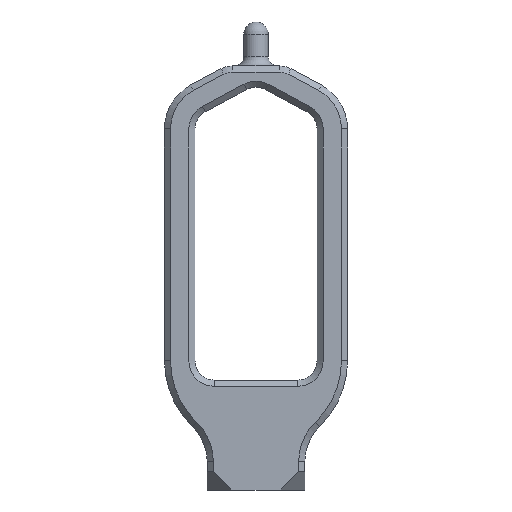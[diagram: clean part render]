
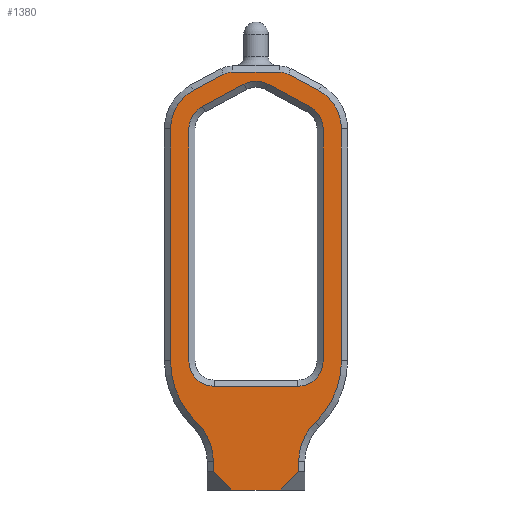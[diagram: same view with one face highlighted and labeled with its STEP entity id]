
A CAD part, front view. The second image highlights one B-rep face of the part: STEP entity #1380.
In plain terms, the highlighted planar face has unit normal (0, -1, 0).
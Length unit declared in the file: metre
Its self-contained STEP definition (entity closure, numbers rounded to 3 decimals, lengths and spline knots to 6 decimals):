
#80=CIRCLE('',#1497,0.002088);
#81=CIRCLE('',#1498,0.002088);
#82=CIRCLE('',#1499,0.002088);
#83=CIRCLE('',#1500,0.002088);
#84=CIRCLE('',#1501,0.002088);
#85=CIRCLE('',#1502,0.0045);
#86=CIRCLE('',#1503,0.0045);
#87=CIRCLE('',#1504,0.007);
#88=CIRCLE('',#1505,0.003588);
#89=CIRCLE('',#1506,0.0015);
#90=CIRCLE('',#1507,0.0015);
#91=CIRCLE('',#1508,0.003588);
#92=CIRCLE('',#1509,0.007);
#168=ORIENTED_EDGE('',*,*,#569,.T.);
#169=ORIENTED_EDGE('',*,*,#570,.T.);
#170=ORIENTED_EDGE('',*,*,#571,.T.);
#171=ORIENTED_EDGE('',*,*,#572,.T.);
#172=ORIENTED_EDGE('',*,*,#573,.T.);
#173=ORIENTED_EDGE('',*,*,#574,.T.);
#174=ORIENTED_EDGE('',*,*,#575,.T.);
#175=ORIENTED_EDGE('',*,*,#576,.T.);
#176=ORIENTED_EDGE('',*,*,#577,.T.);
#177=ORIENTED_EDGE('',*,*,#578,.T.);
#178=ORIENTED_EDGE('',*,*,#579,.T.);
#179=ORIENTED_EDGE('',*,*,#580,.T.);
#180=ORIENTED_EDGE('',*,*,#581,.F.);
#181=ORIENTED_EDGE('',*,*,#567,.F.);
#182=ORIENTED_EDGE('',*,*,#582,.F.);
#183=ORIENTED_EDGE('',*,*,#583,.T.);
#184=ORIENTED_EDGE('',*,*,#584,.T.);
#185=ORIENTED_EDGE('',*,*,#585,.T.);
#186=ORIENTED_EDGE('',*,*,#586,.T.);
#187=ORIENTED_EDGE('',*,*,#587,.T.);
#188=ORIENTED_EDGE('',*,*,#588,.T.);
#189=ORIENTED_EDGE('',*,*,#589,.T.);
#190=ORIENTED_EDGE('',*,*,#590,.T.);
#191=ORIENTED_EDGE('',*,*,#591,.T.);
#192=ORIENTED_EDGE('',*,*,#592,.T.);
#193=ORIENTED_EDGE('',*,*,#593,.T.);
#194=ORIENTED_EDGE('',*,*,#594,.T.);
#195=ORIENTED_EDGE('',*,*,#595,.T.);
#567=EDGE_CURVE('',#767,#763,#875,.T.);
#569=EDGE_CURVE('',#769,#770,#80,.T.);
#570=EDGE_CURVE('',#770,#771,#876,.T.);
#571=EDGE_CURVE('',#771,#772,#81,.T.);
#572=EDGE_CURVE('',#772,#773,#877,.T.);
#573=EDGE_CURVE('',#773,#774,#82,.T.);
#574=EDGE_CURVE('',#774,#775,#878,.T.);
#575=EDGE_CURVE('',#775,#776,#83,.T.);
#576=EDGE_CURVE('',#776,#777,#879,.T.);
#577=EDGE_CURVE('',#777,#778,#84,.T.);
#578=EDGE_CURVE('',#778,#769,#880,.T.);
#579=EDGE_CURVE('',#779,#780,#85,.T.);
#580=EDGE_CURVE('',#780,#781,#881,.T.);
#581=EDGE_CURVE('',#763,#781,#882,.T.);
#582=EDGE_CURVE('',#782,#767,#883,.T.);
#583=EDGE_CURVE('',#782,#783,#884,.T.);
#584=EDGE_CURVE('',#783,#784,#86,.T.);
#585=EDGE_CURVE('',#784,#785,#87,.F.);
#586=EDGE_CURVE('',#785,#786,#885,.T.);
#587=EDGE_CURVE('',#786,#787,#88,.F.);
#588=EDGE_CURVE('',#787,#788,#886,.T.);
#589=EDGE_CURVE('',#788,#789,#89,.F.);
#590=EDGE_CURVE('',#789,#790,#887,.T.);
#591=EDGE_CURVE('',#790,#791,#90,.F.);
#592=EDGE_CURVE('',#791,#792,#888,.T.);
#593=EDGE_CURVE('',#792,#793,#91,.F.);
#594=EDGE_CURVE('',#793,#794,#889,.T.);
#595=EDGE_CURVE('',#794,#779,#92,.F.);
#763=VERTEX_POINT('',#2139);
#767=VERTEX_POINT('',#2148);
#769=VERTEX_POINT('',#2154);
#770=VERTEX_POINT('',#2155);
#771=VERTEX_POINT('',#2157);
#772=VERTEX_POINT('',#2159);
#773=VERTEX_POINT('',#2161);
#774=VERTEX_POINT('',#2163);
#775=VERTEX_POINT('',#2165);
#776=VERTEX_POINT('',#2167);
#777=VERTEX_POINT('',#2169);
#778=VERTEX_POINT('',#2171);
#779=VERTEX_POINT('',#2174);
#780=VERTEX_POINT('',#2175);
#781=VERTEX_POINT('',#2177);
#782=VERTEX_POINT('',#2180);
#783=VERTEX_POINT('',#2182);
#784=VERTEX_POINT('',#2184);
#785=VERTEX_POINT('',#2186);
#786=VERTEX_POINT('',#2188);
#787=VERTEX_POINT('',#2190);
#788=VERTEX_POINT('',#2192);
#789=VERTEX_POINT('',#2194);
#790=VERTEX_POINT('',#2196);
#791=VERTEX_POINT('',#2198);
#792=VERTEX_POINT('',#2200);
#793=VERTEX_POINT('',#2202);
#794=VERTEX_POINT('',#2204);
#875=LINE('',#2149,#1015);
#876=LINE('',#2156,#1016);
#877=LINE('',#2160,#1017);
#878=LINE('',#2164,#1018);
#879=LINE('',#2168,#1019);
#880=LINE('',#2172,#1020);
#881=LINE('',#2176,#1021);
#882=LINE('',#2178,#1022);
#883=LINE('',#2179,#1023);
#884=LINE('',#2181,#1024);
#885=LINE('',#2187,#1025);
#886=LINE('',#2191,#1026);
#887=LINE('',#2195,#1027);
#888=LINE('',#2199,#1028);
#889=LINE('',#2203,#1029);
#1015=VECTOR('',#1688,1.);
#1016=VECTOR('',#1695,1.);
#1017=VECTOR('',#1698,1.);
#1018=VECTOR('',#1701,1.);
#1019=VECTOR('',#1704,1.);
#1020=VECTOR('',#1707,1.);
#1021=VECTOR('',#1710,1.);
#1022=VECTOR('',#1711,1.);
#1023=VECTOR('',#1712,1.);
#1024=VECTOR('',#1713,1.);
#1025=VECTOR('',#1718,1.);
#1026=VECTOR('',#1721,1.);
#1027=VECTOR('',#1724,1.);
#1028=VECTOR('',#1727,1.);
#1029=VECTOR('',#1730,1.);
#1136=EDGE_LOOP('',(#168,#169,#170,#171,#172,#173,#174,#175,#176,#177));
#1137=EDGE_LOOP('',(#178,#179,#180,#181,#182,#183,#184,#185,#186,#187,#188,
#189,#190,#191,#192,#193,#194,#195));
#1238=FACE_BOUND('',#1136,.T.);
#1239=FACE_BOUND('',#1137,.T.);
#1337=PLANE('',#1496);
#1380=ADVANCED_FACE('',(#1238,#1239),#1337,.F.);
#1496=AXIS2_PLACEMENT_3D('',#2152,#1691,#1692);
#1497=AXIS2_PLACEMENT_3D('',#2153,#1693,#1694);
#1498=AXIS2_PLACEMENT_3D('',#2158,#1696,#1697);
#1499=AXIS2_PLACEMENT_3D('',#2162,#1699,#1700);
#1500=AXIS2_PLACEMENT_3D('',#2166,#1702,#1703);
#1501=AXIS2_PLACEMENT_3D('',#2170,#1705,#1706);
#1502=AXIS2_PLACEMENT_3D('',#2173,#1708,#1709);
#1503=AXIS2_PLACEMENT_3D('',#2183,#1714,#1715);
#1504=AXIS2_PLACEMENT_3D('',#2185,#1716,#1717);
#1505=AXIS2_PLACEMENT_3D('',#2189,#1719,#1720);
#1506=AXIS2_PLACEMENT_3D('',#2193,#1722,#1723);
#1507=AXIS2_PLACEMENT_3D('',#2197,#1725,#1726);
#1508=AXIS2_PLACEMENT_3D('',#2201,#1728,#1729);
#1509=AXIS2_PLACEMENT_3D('',#2205,#1731,#1732);
#1688=DIRECTION('',(-1.,0.,0.));
#1691=DIRECTION('',(0.,1.,0.));
#1692=DIRECTION('',(0.,0.,1.));
#1693=DIRECTION('',(0.,1.,0.));
#1694=DIRECTION('',(0.,0.,1.));
#1695=DIRECTION('',(0.,0.,1.));
#1696=DIRECTION('',(0.,1.,0.));
#1697=DIRECTION('',(0.,0.,1.));
#1698=DIRECTION('',(0.882,0.,0.472));
#1699=DIRECTION('',(0.,1.,0.));
#1700=DIRECTION('',(0.,0.,1.));
#1701=DIRECTION('',(0.882,0.,-0.472));
#1702=DIRECTION('',(0.,1.,0.));
#1703=DIRECTION('',(0.,0.,1.));
#1704=DIRECTION('',(0.,0.,-1.));
#1705=DIRECTION('',(0.,1.,0.));
#1706=DIRECTION('',(0.,0.,1.));
#1707=DIRECTION('',(-1.,0.,0.));
#1708=DIRECTION('',(0.,1.,0.));
#1709=DIRECTION('',(0.,0.,1.));
#1710=DIRECTION('',(0.,0.,-1.));
#1711=DIRECTION('',(-0.707,0.,0.707));
#1712=DIRECTION('',(-0.707,0.,-0.707));
#1713=DIRECTION('',(0.,0.,1.));
#1714=DIRECTION('',(0.,1.,0.));
#1715=DIRECTION('',(0.,0.,1.));
#1716=DIRECTION('',(0.,1.,0.));
#1717=DIRECTION('',(0.,0.,1.));
#1718=DIRECTION('',(0.,0.,1.));
#1719=DIRECTION('',(0.,1.,0.));
#1720=DIRECTION('',(0.,0.,1.));
#1721=DIRECTION('',(-0.882,0.,0.472));
#1722=DIRECTION('',(0.,1.,0.));
#1723=DIRECTION('',(0.,0.,1.));
#1724=DIRECTION('',(-1.,0.,0.));
#1725=DIRECTION('',(0.,1.,0.));
#1726=DIRECTION('',(0.,0.,1.));
#1727=DIRECTION('',(-0.882,0.,-0.472));
#1728=DIRECTION('',(0.,1.,0.));
#1729=DIRECTION('',(0.,0.,1.));
#1730=DIRECTION('',(0.,0.,-1.));
#1731=DIRECTION('',(0.,1.,0.));
#1732=DIRECTION('',(0.,0.,1.));
#2139=CARTESIAN_POINT('',(-0.002,-0.004,-0.020088));
#2148=CARTESIAN_POINT('',(0.002,-0.004,-0.020088));
#2149=CARTESIAN_POINT('',(-0.004,-0.004,-0.020088));
#2152=CARTESIAN_POINT('',(0.,-0.004,-0.0095));
#2153=CARTESIAN_POINT('',(-0.003413,-0.004,-0.0095));
#2154=CARTESIAN_POINT('',(-0.003413,-0.004,-0.011588));
#2155=CARTESIAN_POINT('',(-0.0055,-0.004,-0.0095));
#2156=CARTESIAN_POINT('',(-0.0055,-0.004,0.0095));
#2157=CARTESIAN_POINT('',(-0.0055,-0.004,0.0095));
#2158=CARTESIAN_POINT('',(-0.003413,-0.004,0.0095));
#2159=CARTESIAN_POINT('',(-0.004397,-0.004,0.011341));
#2160=CARTESIAN_POINT('',(-0.000984,-0.004,0.013166));
#2161=CARTESIAN_POINT('',(-0.000984,-0.004,0.013166));
#2162=CARTESIAN_POINT('',(0.,-0.004,0.011325));
#2163=CARTESIAN_POINT('',(0.000984,-0.004,0.013166));
#2164=CARTESIAN_POINT('',(0.004397,-0.004,0.011341));
#2165=CARTESIAN_POINT('',(0.004397,-0.004,0.011341));
#2166=CARTESIAN_POINT('',(0.003413,-0.004,0.0095));
#2167=CARTESIAN_POINT('',(0.0055,-0.004,0.0095));
#2168=CARTESIAN_POINT('',(0.0055,-0.004,-0.0095));
#2169=CARTESIAN_POINT('',(0.0055,-0.004,-0.0095));
#2170=CARTESIAN_POINT('',(0.003413,-0.004,-0.0095));
#2171=CARTESIAN_POINT('',(0.003413,-0.004,-0.011588));
#2172=CARTESIAN_POINT('',(-0.003413,-0.004,-0.011588));
#2173=CARTESIAN_POINT('',(-0.008,-0.004,-0.017761));
#2174=CARTESIAN_POINT('',(-0.00487,-0.004,-0.014529));
#2175=CARTESIAN_POINT('',(-0.0035,-0.004,-0.017761));
#2176=CARTESIAN_POINT('',(-0.0035,-0.004,-0.0095));
#2177=CARTESIAN_POINT('',(-0.0035,-0.004,-0.018588));
#2178=CARTESIAN_POINT('',(-0.006294,-0.004,-0.015794));
#2179=CARTESIAN_POINT('',(0.006294,-0.004,-0.015794));
#2180=CARTESIAN_POINT('',(0.0035,-0.004,-0.018588));
#2181=CARTESIAN_POINT('',(0.0035,-0.004,-0.0095));
#2182=CARTESIAN_POINT('',(0.0035,-0.004,-0.017761));
#2183=CARTESIAN_POINT('',(0.008,-0.004,-0.017761));
#2184=CARTESIAN_POINT('',(0.00487,-0.004,-0.014529));
#2185=CARTESIAN_POINT('',(0.,-0.004,-0.0095));
#2186=CARTESIAN_POINT('',(0.007,-0.004,-0.0095));
#2187=CARTESIAN_POINT('',(0.007,-0.004,-0.0095));
#2188=CARTESIAN_POINT('',(0.007,-0.004,0.0095));
#2189=CARTESIAN_POINT('',(0.003413,-0.004,0.0095));
#2190=CARTESIAN_POINT('',(0.005104,-0.004,0.012664));
#2191=CARTESIAN_POINT('',(0.010352,-0.004,0.009857));
#2192=CARTESIAN_POINT('',(0.002633,-0.004,0.013985));
#2193=CARTESIAN_POINT('',(0.001926,-0.004,0.012663));
#2194=CARTESIAN_POINT('',(0.001926,-0.004,0.014163));
#2195=CARTESIAN_POINT('',(0.,-0.004,0.014163));
#2196=CARTESIAN_POINT('',(-0.001926,-0.004,0.014163));
#2197=CARTESIAN_POINT('',(-0.001926,-0.004,0.012663));
#2198=CARTESIAN_POINT('',(-0.002633,-0.004,0.013985));
#2199=CARTESIAN_POINT('',(-0.010352,-0.004,0.009857));
#2200=CARTESIAN_POINT('',(-0.005104,-0.004,0.012664));
#2201=CARTESIAN_POINT('',(-0.003413,-0.004,0.0095));
#2202=CARTESIAN_POINT('',(-0.007,-0.004,0.0095));
#2203=CARTESIAN_POINT('',(-0.007,-0.004,-0.0095));
#2204=CARTESIAN_POINT('',(-0.007,-0.004,-0.0095));
#2205=CARTESIAN_POINT('',(0.,-0.004,-0.0095));
